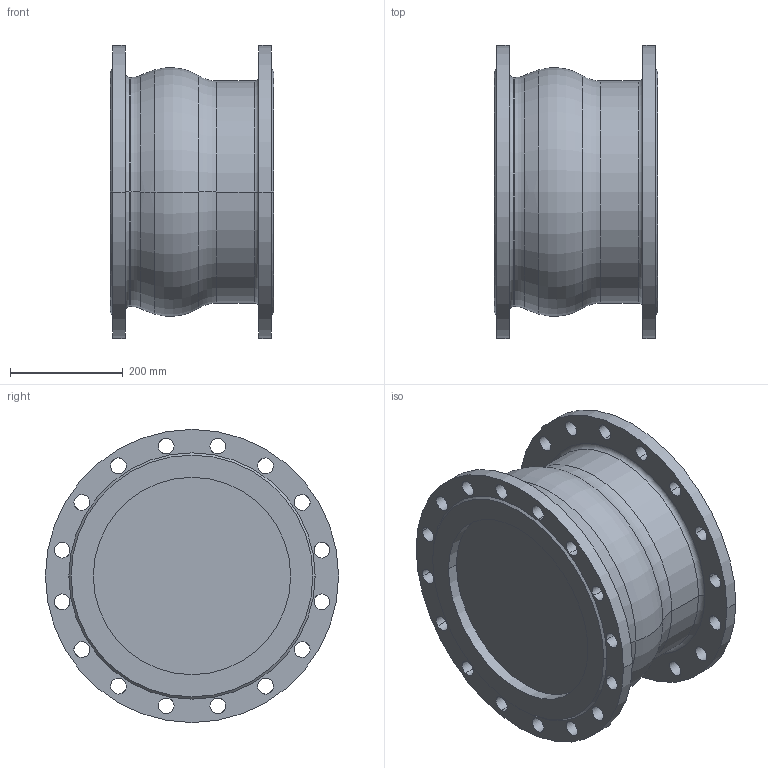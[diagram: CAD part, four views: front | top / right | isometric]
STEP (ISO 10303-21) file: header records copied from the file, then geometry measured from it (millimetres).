
FILE_DESCRIPTION((''),'2;1');
FILE_NAME('0D176390','2014-12-16T',('aspaegele'),(''),'PRO/ENGINEER BY PARAMETRIC TECHNOLOGY CORPORATION, 2010040','PRO/ENGINEER BY PARAMETRIC TECHNOLOGY CORPORATION, 2010040','');
FILE_SCHEMA(('AUTOMOTIVE_DESIGN_CC2 { 1 2 10303 214 -1 1 5 2 }'));
Length unit declared in the file: millimetre
Products named in the file (1): 0D176390
Bounding box: 290 x 520 x 520 mm (x, y, z)
Volume: 38258761.3 mm3; surface area: 1052286.4 mm2
Topology: 1 solids, 1 shells, 100 faces, 262 edges, 170 vertices
Faces by surface type: cylinder 76, torus 10, plane 8, cone 4, bspline 2
Entity records: 4790 total; most frequent: DIRECTION 640, COLOUR_RGB 629, CARTESIAN_POINT 586, ORIENTED_EDGE 524, AXIS2_PLACEMENT_3D 280, PRESENTATION_STYLE_ASSIGNMENT 263, STYLED_ITEM 263, CURVE_STYLE 262
